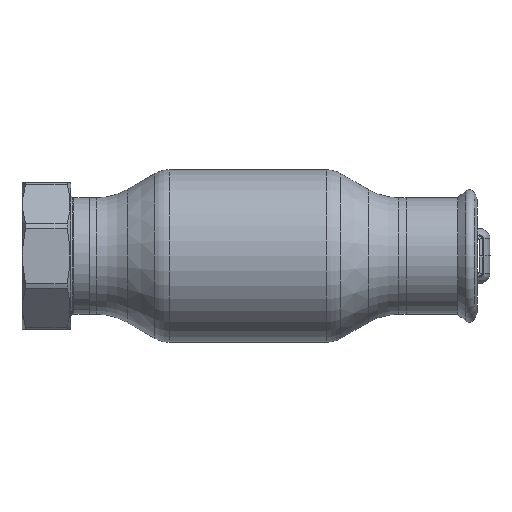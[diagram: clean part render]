
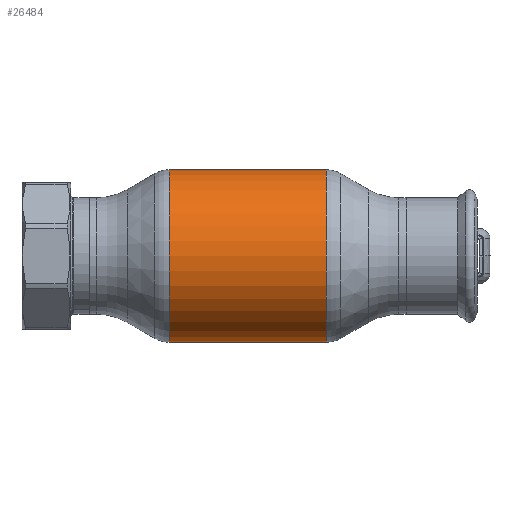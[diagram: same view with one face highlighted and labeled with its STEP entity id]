
A CAD part, front view. The second image highlights one B-rep face of the part: STEP entity #26484.
In plain terms, the highlighted cylindrical face has radius 42.5 mm (diameter 85 mm), a partial arc.
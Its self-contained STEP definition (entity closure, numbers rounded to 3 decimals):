
#4317 = DIRECTION ( 'NONE',  ( 0., 0., 1. ) ) ;
#6850 = CARTESIAN_POINT ( 'NONE',  ( -38.749, 0., 42.5 ) ) ;
#11389 = CYLINDRICAL_SURFACE ( 'NONE', #39982, 42.5 ) ;
#15153 = CARTESIAN_POINT ( 'NONE',  ( -62.69, 0., 42.5 ) ) ;
#15762 = CIRCLE ( 'NONE', #28023, 42.5 ) ;
#16932 = DIRECTION ( 'NONE',  ( 0., 0., 1. ) ) ;
#20146 = DIRECTION ( 'NONE',  ( -1., 0., 0. ) ) ;
#20920 = DIRECTION ( 'NONE',  ( -1., 0., 0. ) ) ;
#22780 = CARTESIAN_POINT ( 'NONE',  ( -62.69, 0., -42.5 ) ) ;
#24776 = EDGE_CURVE ( 'NONE', #38366, #50231, #29776, .T. ) ;
#25817 = CARTESIAN_POINT ( 'NONE',  ( 38.749, 0., 42.5 ) ) ;
#26484 = ADVANCED_FACE ( 'NONE', ( #34851 ), #11389, .T. ) ;
#28023 = AXIS2_PLACEMENT_3D ( 'NONE', #39852, #20146, #44691 ) ;
#28759 = DIRECTION ( 'NONE',  ( -1., 0., 0. ) ) ;
#29280 = AXIS2_PLACEMENT_3D ( 'NONE', #45271, #20920, #16932 ) ;
#29776 = CIRCLE ( 'NONE', #29280, 42.5 ) ;
#30382 = ORIENTED_EDGE ( 'NONE', *, *, #33728, .T. ) ;
#30477 = VERTEX_POINT ( 'NONE', #61520 ) ;
#32707 = EDGE_LOOP ( 'NONE', ( #57499, #60489, #30382, #43116 ) ) ;
#33465 = CARTESIAN_POINT ( 'NONE',  ( -62.69, 0., 0. ) ) ;
#33728 = EDGE_CURVE ( 'NONE', #50231, #47403, #52672, .T. ) ;
#34543 = VECTOR ( 'NONE', #37050, 1000. ) ;
#34851 = FACE_OUTER_BOUND ( 'NONE', #32707, .T. ) ;
#37050 = DIRECTION ( 'NONE',  ( -1., 0., 0. ) ) ;
#38366 = VERTEX_POINT ( 'NONE', #50564 ) ;
#39852 = CARTESIAN_POINT ( 'NONE',  ( -38.749, 0., 0. ) ) ;
#39893 = VECTOR ( 'NONE', #43891, 1000. ) ;
#39982 = AXIS2_PLACEMENT_3D ( 'NONE', #33465, #28759, #4317 ) ;
#43116 = ORIENTED_EDGE ( 'NONE', *, *, #44790, .F. ) ;
#43891 = DIRECTION ( 'NONE',  ( -1., 0., 0. ) ) ;
#44691 = DIRECTION ( 'NONE',  ( 0., 0., 1. ) ) ;
#44790 = EDGE_CURVE ( 'NONE', #30477, #47403, #15762, .T. ) ;
#45271 = CARTESIAN_POINT ( 'NONE',  ( 38.749, 0., 0. ) ) ;
#47403 = VERTEX_POINT ( 'NONE', #6850 ) ;
#49673 = LINE ( 'NONE', #22780, #34543 ) ;
#50231 = VERTEX_POINT ( 'NONE', #25817 ) ;
#50564 = CARTESIAN_POINT ( 'NONE',  ( 38.749, 0., -42.5 ) ) ;
#51152 = EDGE_CURVE ( 'NONE', #38366, #30477, #49673, .T. ) ;
#52672 = LINE ( 'NONE', #15153, #39893 ) ;
#57499 = ORIENTED_EDGE ( 'NONE', *, *, #51152, .F. ) ;
#60489 = ORIENTED_EDGE ( 'NONE', *, *, #24776, .T. ) ;
#61520 = CARTESIAN_POINT ( 'NONE',  ( -38.749, 0., -42.5 ) ) ;
